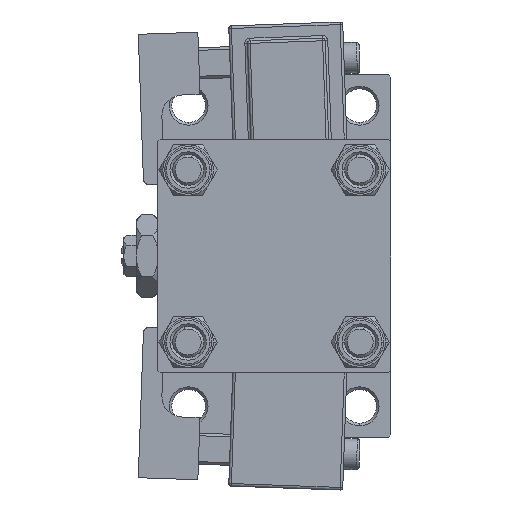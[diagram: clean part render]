
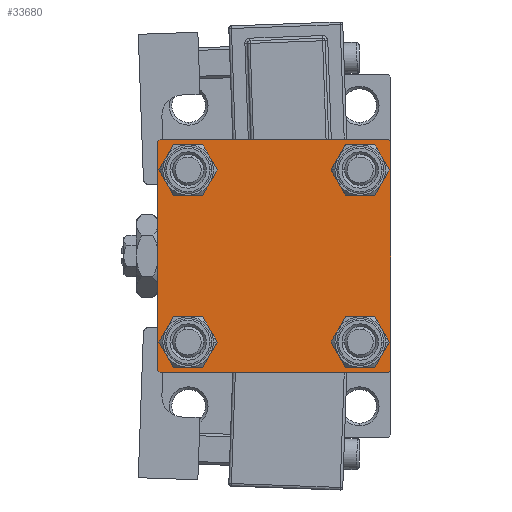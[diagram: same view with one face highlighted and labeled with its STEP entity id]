
A CAD part, left-side view. The second image highlights one B-rep face of the part: STEP entity #33680.
In plain terms, the highlighted planar face has unit normal (-1, 0, 0).
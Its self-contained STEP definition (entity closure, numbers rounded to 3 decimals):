
#399 = ORIENTED_EDGE ( 'NONE', *, *, #652, .T. ) ;
#633 = DIRECTION ( 'NONE',  ( 0., -1., 0. ) ) ;
#652 = EDGE_CURVE ( 'NONE', #2958, #1974, #21471, .T. ) ;
#760 = FACE_BOUND ( 'NONE', #30579, .T. ) ;
#1177 = AXIS2_PLACEMENT_3D ( 'NONE', #16063, #48738, #36393 ) ;
#1974 = VERTEX_POINT ( 'NONE', #31296 ) ;
#2552 = AXIS2_PLACEMENT_3D ( 'NONE', #54165, #33323, #25082 ) ;
#2573 = ORIENTED_EDGE ( 'NONE', *, *, #42027, .T. ) ;
#2958 = VERTEX_POINT ( 'NONE', #37634 ) ;
#3696 = CARTESIAN_POINT ( 'NONE',  ( 0., 22., 22.5 ) ) ;
#3948 = CARTESIAN_POINT ( 'NONE',  ( 0., -22.5, -22. ) ) ;
#4086 = DIRECTION ( 'NONE',  ( 0., 0., 1. ) ) ;
#4569 = EDGE_CURVE ( 'NONE', #44574, #26758, #44620, .T. ) ;
#4740 = CIRCLE ( 'NONE', #13469, 3.5 ) ;
#5081 = CARTESIAN_POINT ( 'NONE',  ( 0., 22.5, 22.5 ) ) ;
#5334 = LINE ( 'NONE', #5081, #52630 ) ;
#5433 = VERTEX_POINT ( 'NONE', #6731 ) ;
#5464 = DIRECTION ( 'NONE',  ( 0., 0.707, 0.707 ) ) ;
#5643 = VERTEX_POINT ( 'NONE', #3696 ) ;
#6175 = LINE ( 'NONE', #35281, #24121 ) ;
#6205 = DIRECTION ( 'NONE',  ( 0., 0., 1. ) ) ;
#6447 = CARTESIAN_POINT ( 'NONE',  ( 0., 16.6, -20.1 ) ) ;
#6490 = ORIENTED_EDGE ( 'NONE', *, *, #14172, .T. ) ;
#6731 = CARTESIAN_POINT ( 'NONE',  ( 0., -22.5, 22. ) ) ;
#6962 = EDGE_CURVE ( 'NONE', #5643, #26020, #5334, .T. ) ;
#7040 = VERTEX_POINT ( 'NONE', #40966 ) ;
#7078 = ORIENTED_EDGE ( 'NONE', *, *, #48355, .T. ) ;
#7496 = DIRECTION ( 'NONE',  ( 0., 0., 1. ) ) ;
#7820 = DIRECTION ( 'NONE',  ( 0., 0., 1. ) ) ;
#8887 = CIRCLE ( 'NONE', #11571, 3.5 ) ;
#9045 = AXIS2_PLACEMENT_3D ( 'NONE', #36127, #19907, #26567 ) ;
#9256 = EDGE_CURVE ( 'NONE', #5433, #48792, #30171, .T. ) ;
#9764 = CARTESIAN_POINT ( 'NONE',  ( 0., 16.6, 16.6 ) ) ;
#11571 = AXIS2_PLACEMENT_3D ( 'NONE', #9764, #26505, #6205 ) ;
#11798 = EDGE_CURVE ( 'NONE', #47653, #15330, #51780, .T. ) ;
#12070 = ORIENTED_EDGE ( 'NONE', *, *, #11798, .T. ) ;
#12483 = VECTOR ( 'NONE', #44326, 1000. ) ;
#13018 = ORIENTED_EDGE ( 'NONE', *, *, #9256, .F. ) ;
#13469 = AXIS2_PLACEMENT_3D ( 'NONE', #27805, #28348, #7496 ) ;
#14137 = CARTESIAN_POINT ( 'NONE',  ( 0., -16.6, 20.1 ) ) ;
#14172 = EDGE_CURVE ( 'NONE', #5433, #26020, #26316, .T. ) ;
#14279 = CIRCLE ( 'NONE', #9045, 3.5 ) ;
#15274 = EDGE_CURVE ( 'NONE', #7040, #17387, #41226, .T. ) ;
#15330 = VERTEX_POINT ( 'NONE', #6447 ) ;
#16063 = CARTESIAN_POINT ( 'NONE',  ( 0., 16.6, -16.6 ) ) ;
#16587 = CARTESIAN_POINT ( 'NONE',  ( 0., -16.6, -16.6 ) ) ;
#17387 = VERTEX_POINT ( 'NONE', #30460 ) ;
#17804 = CIRCLE ( 'NONE', #1177, 3.5 ) ;
#17861 = DIRECTION ( 'NONE',  ( 1., 0., 0. ) ) ;
#19049 = EDGE_CURVE ( 'NONE', #1974, #48792, #6175, .T. ) ;
#19209 = CIRCLE ( 'NONE', #31485, 3.5 ) ;
#19907 = DIRECTION ( 'NONE',  ( 1., 0., 0. ) ) ;
#20533 = FACE_BOUND ( 'NONE', #25288, .T. ) ;
#21135 = ORIENTED_EDGE ( 'NONE', *, *, #52856, .T. ) ;
#21336 = AXIS2_PLACEMENT_3D ( 'NONE', #30014, #34400, #26147 ) ;
#21471 = LINE ( 'NONE', #42621, #35698 ) ;
#21949 = EDGE_LOOP ( 'NONE', ( #12070, #50738 ) ) ;
#22003 = AXIS2_PLACEMENT_3D ( 'NONE', #38742, #17861, #39016 ) ;
#22006 = VECTOR ( 'NONE', #25509, 1000. ) ;
#22130 = CARTESIAN_POINT ( 'NONE',  ( 0., -16.6, -20.1 ) ) ;
#22913 = DIRECTION ( 'NONE',  ( 0., -0.707, 0.707 ) ) ;
#23091 = CARTESIAN_POINT ( 'NONE',  ( 0., -16.6, 13.1 ) ) ;
#23196 = VECTOR ( 'NONE', #38885, 1000. ) ;
#23345 = EDGE_CURVE ( 'NONE', #28282, #34859, #19209, .T. ) ;
#24020 = DIRECTION ( 'NONE',  ( 1., 0., 0. ) ) ;
#24121 = VECTOR ( 'NONE', #22913, 1000. ) ;
#25082 = DIRECTION ( 'NONE',  ( 0., 0., 1. ) ) ;
#25288 = EDGE_LOOP ( 'NONE', ( #33209, #27058 ) ) ;
#25509 = DIRECTION ( 'NONE',  ( 0., 0., -1. ) ) ;
#26020 = VERTEX_POINT ( 'NONE', #39219 ) ;
#26147 = DIRECTION ( 'NONE',  ( 0., 0., 1. ) ) ;
#26316 = LINE ( 'NONE', #43078, #44020 ) ;
#26505 = DIRECTION ( 'NONE',  ( 1., 0., 0. ) ) ;
#26567 = DIRECTION ( 'NONE',  ( 0., 0., 1. ) ) ;
#26758 = VERTEX_POINT ( 'NONE', #23091 ) ;
#27058 = ORIENTED_EDGE ( 'NONE', *, *, #23345, .T. ) ;
#27509 = CIRCLE ( 'NONE', #21336, 3.5 ) ;
#27748 = VERTEX_POINT ( 'NONE', #43752 ) ;
#27805 = CARTESIAN_POINT ( 'NONE',  ( 0., -16.6, 16.6 ) ) ;
#28066 = EDGE_CURVE ( 'NONE', #5643, #7040, #32376, .T. ) ;
#28282 = VERTEX_POINT ( 'NONE', #22130 ) ;
#28303 = EDGE_LOOP ( 'NONE', ( #36103, #21135 ) ) ;
#28348 = DIRECTION ( 'NONE',  ( 1., 0., 0. ) ) ;
#29324 = DIRECTION ( 'NONE',  ( -1., 0., 0. ) ) ;
#29584 = CARTESIAN_POINT ( 'NONE',  ( 0., 0., 0. ) ) ;
#29778 = VERTEX_POINT ( 'NONE', #30117 ) ;
#30014 = CARTESIAN_POINT ( 'NONE',  ( 0., -16.6, -16.6 ) ) ;
#30117 = CARTESIAN_POINT ( 'NONE',  ( 0., 16.6, 20.1 ) ) ;
#30171 = LINE ( 'NONE', #46914, #22006 ) ;
#30460 = CARTESIAN_POINT ( 'NONE',  ( 0., 22.5, -22. ) ) ;
#30579 = EDGE_LOOP ( 'NONE', ( #7078, #42117 ) ) ;
#30841 = CARTESIAN_POINT ( 'NONE',  ( 0., -16.6, -13.1 ) ) ;
#31296 = CARTESIAN_POINT ( 'NONE',  ( 0., -22., -22.5 ) ) ;
#31485 = AXIS2_PLACEMENT_3D ( 'NONE', #16587, #24020, #7820 ) ;
#32376 = LINE ( 'NONE', #41151, #33284 ) ;
#33209 = ORIENTED_EDGE ( 'NONE', *, *, #40025, .T. ) ;
#33284 = VECTOR ( 'NONE', #49384, 1000. ) ;
#33323 = DIRECTION ( 'NONE',  ( 1., 0., 0. ) ) ;
#33680 = ADVANCED_FACE ( 'NONE', ( #46070, #20533, #38364, #760, #49911 ), #41698, .T. ) ;
#34400 = DIRECTION ( 'NONE',  ( 1., 0., 0. ) ) ;
#34859 = VERTEX_POINT ( 'NONE', #30841 ) ;
#34999 = ORIENTED_EDGE ( 'NONE', *, *, #15274, .T. ) ;
#35281 = CARTESIAN_POINT ( 'NONE',  ( 0., -22.25, -22.25 ) ) ;
#35698 = VECTOR ( 'NONE', #633, 1000. ) ;
#35816 = CARTESIAN_POINT ( 'NONE',  ( 0., 22.5, 22.5 ) ) ;
#36103 = ORIENTED_EDGE ( 'NONE', *, *, #4569, .T. ) ;
#36127 = CARTESIAN_POINT ( 'NONE',  ( 0., 16.6, 16.6 ) ) ;
#36393 = DIRECTION ( 'NONE',  ( 0., 0., 1. ) ) ;
#36942 = ORIENTED_EDGE ( 'NONE', *, *, #6962, .F. ) ;
#37128 = ORIENTED_EDGE ( 'NONE', *, *, #28066, .T. ) ;
#37634 = CARTESIAN_POINT ( 'NONE',  ( 0., 22., -22.5 ) ) ;
#38364 = FACE_BOUND ( 'NONE', #21949, .T. ) ;
#38742 = CARTESIAN_POINT ( 'NONE',  ( 0., 16.6, -16.6 ) ) ;
#38785 = AXIS2_PLACEMENT_3D ( 'NONE', #29584, #29324, #4086 ) ;
#38885 = DIRECTION ( 'NONE',  ( 0., -0.707, -0.707 ) ) ;
#39016 = DIRECTION ( 'NONE',  ( 0., 0., 1. ) ) ;
#39019 = EDGE_CURVE ( 'NONE', #15330, #47653, #17804, .T. ) ;
#39219 = CARTESIAN_POINT ( 'NONE',  ( 0., -22., 22.5 ) ) ;
#40025 = EDGE_CURVE ( 'NONE', #34859, #28282, #27509, .T. ) ;
#40966 = CARTESIAN_POINT ( 'NONE',  ( 0., 22.5, 22. ) ) ;
#41151 = CARTESIAN_POINT ( 'NONE',  ( 0., 22.25, 22.25 ) ) ;
#41226 = LINE ( 'NONE', #35816, #12483 ) ;
#41399 = EDGE_LOOP ( 'NONE', ( #34999, #2573, #399, #49642, #13018, #6490, #36942, #37128 ) ) ;
#41698 = PLANE ( 'NONE',  #38785 ) ;
#42027 = EDGE_CURVE ( 'NONE', #17387, #2958, #42995, .T. ) ;
#42117 = ORIENTED_EDGE ( 'NONE', *, *, #50931, .T. ) ;
#42621 = CARTESIAN_POINT ( 'NONE',  ( 0., 22.5, -22.5 ) ) ;
#42735 = CARTESIAN_POINT ( 'NONE',  ( 0., 22.25, -22.25 ) ) ;
#42995 = LINE ( 'NONE', #42735, #23196 ) ;
#43078 = CARTESIAN_POINT ( 'NONE',  ( 0., -22.25, 22.25 ) ) ;
#43752 = CARTESIAN_POINT ( 'NONE',  ( 0., 16.6, 13.1 ) ) ;
#44020 = VECTOR ( 'NONE', #5464, 1000. ) ;
#44326 = DIRECTION ( 'NONE',  ( 0., 0., -1. ) ) ;
#44574 = VERTEX_POINT ( 'NONE', #14137 ) ;
#44620 = CIRCLE ( 'NONE', #2552, 3.5 ) ;
#46070 = FACE_BOUND ( 'NONE', #28303, .T. ) ;
#46914 = CARTESIAN_POINT ( 'NONE',  ( 0., -22.5, 22.5 ) ) ;
#47653 = VERTEX_POINT ( 'NONE', #51412 ) ;
#48355 = EDGE_CURVE ( 'NONE', #29778, #27748, #8887, .T. ) ;
#48738 = DIRECTION ( 'NONE',  ( 1., 0., 0. ) ) ;
#48792 = VERTEX_POINT ( 'NONE', #3948 ) ;
#49384 = DIRECTION ( 'NONE',  ( 0., 0.707, -0.707 ) ) ;
#49642 = ORIENTED_EDGE ( 'NONE', *, *, #19049, .T. ) ;
#49911 = FACE_OUTER_BOUND ( 'NONE', #41399, .T. ) ;
#50738 = ORIENTED_EDGE ( 'NONE', *, *, #39019, .T. ) ;
#50931 = EDGE_CURVE ( 'NONE', #27748, #29778, #14279, .T. ) ;
#51412 = CARTESIAN_POINT ( 'NONE',  ( 0., 16.6, -13.1 ) ) ;
#51713 = DIRECTION ( 'NONE',  ( 0., -1., 0. ) ) ;
#51780 = CIRCLE ( 'NONE', #22003, 3.5 ) ;
#52630 = VECTOR ( 'NONE', #51713, 1000. ) ;
#52856 = EDGE_CURVE ( 'NONE', #26758, #44574, #4740, .T. ) ;
#54165 = CARTESIAN_POINT ( 'NONE',  ( 0., -16.6, 16.6 ) ) ;
